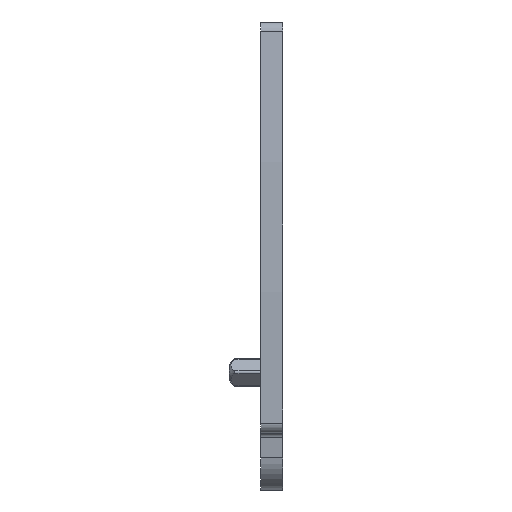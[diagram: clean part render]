
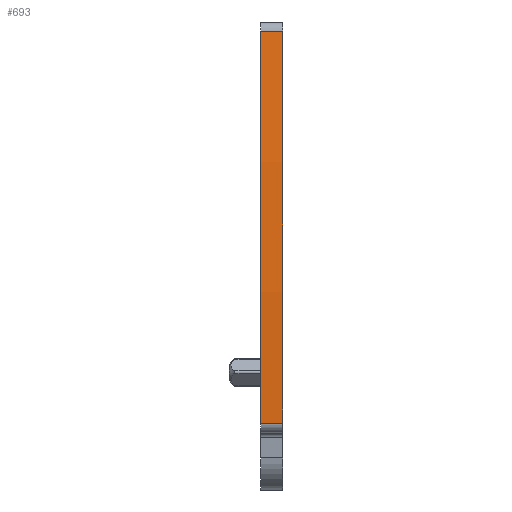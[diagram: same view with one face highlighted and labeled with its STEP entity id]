
A CAD part, front view. The second image highlights one B-rep face of the part: STEP entity #693.
In plain terms, the highlighted cylindrical face has radius 230.64 mm (diameter 461.28 mm), a partial arc.
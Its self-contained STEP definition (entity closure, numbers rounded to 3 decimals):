
#155=AXIS2_PLACEMENT_3D('Circle Axis2P3D',#153,#154,$) ;
#673=AXIS2_PLACEMENT_3D('Cylinder Axis2P3D',#670,#671,#672) ;
#677=AXIS2_PLACEMENT_3D('Circle Axis2P3D',#675,#676,$) ;
#150=CARTESIAN_POINT('Vertex',(3.,0.294,6.349)) ;
#153=CARTESIAN_POINT('Axis2P3D Location',(3.,230.64,18.)) ;
#157=CARTESIAN_POINT('Vertex',(3.,1.415,43.511)) ;
#655=CARTESIAN_POINT('Vertex',(5.1,0.294,6.349)) ;
#658=CARTESIAN_POINT('Line Origine',(4.05,0.294,6.349)) ;
#670=CARTESIAN_POINT('Axis2P3D Location',(4.05,230.64,18.)) ;
#675=CARTESIAN_POINT('Axis2P3D Location',(5.1,230.64,18.)) ;
#679=CARTESIAN_POINT('Vertex',(5.1,1.415,43.511)) ;
#682=CARTESIAN_POINT('Line Origine',(4.05,1.415,43.511)) ;
#154=DIRECTION('Axis2P3D Direction',(1.,0.,-0.)) ;
#659=DIRECTION('Vector Direction',(-1.,0.,0.)) ;
#671=DIRECTION('Axis2P3D Direction',(-1.,0.,0.)) ;
#672=DIRECTION('Axis2P3D XDirection',(0.,-0.999,-0.051)) ;
#676=DIRECTION('Axis2P3D Direction',(-1.,0.,0.)) ;
#683=DIRECTION('Vector Direction',(-1.,0.,0.)) ;
#660=VECTOR('Line Direction',#659,1.) ;
#684=VECTOR('Line Direction',#683,1.) ;
#688=ORIENTED_EDGE('',*,*,#681,.T.) ;
#689=ORIENTED_EDGE('',*,*,#686,.F.) ;
#690=ORIENTED_EDGE('',*,*,#159,.T.) ;
#691=ORIENTED_EDGE('',*,*,#662,.T.) ;
#693=ADVANCED_FACE('V1',(#692),#674,.T.) ;
#156=CIRCLE('generated circle',#155,230.64) ;
#678=CIRCLE('generated circle',#677,230.64) ;
#674=CYLINDRICAL_SURFACE('generated cylinder',#673,230.64) ;
#159=EDGE_CURVE('',#158,#151,#156,.T.) ;
#662=EDGE_CURVE('',#151,#656,#661,.F.) ;
#681=EDGE_CURVE('',#656,#680,#678,.T.) ;
#686=EDGE_CURVE('',#158,#680,#685,.F.) ;
#687=EDGE_LOOP('',(#688,#689,#690,#691)) ;
#692=FACE_OUTER_BOUND('',#687,.T.) ;
#661=LINE('Line',#658,#660) ;
#685=LINE('Line',#682,#684) ;
#151=VERTEX_POINT('',#150) ;
#158=VERTEX_POINT('',#157) ;
#656=VERTEX_POINT('',#655) ;
#680=VERTEX_POINT('',#679) ;
